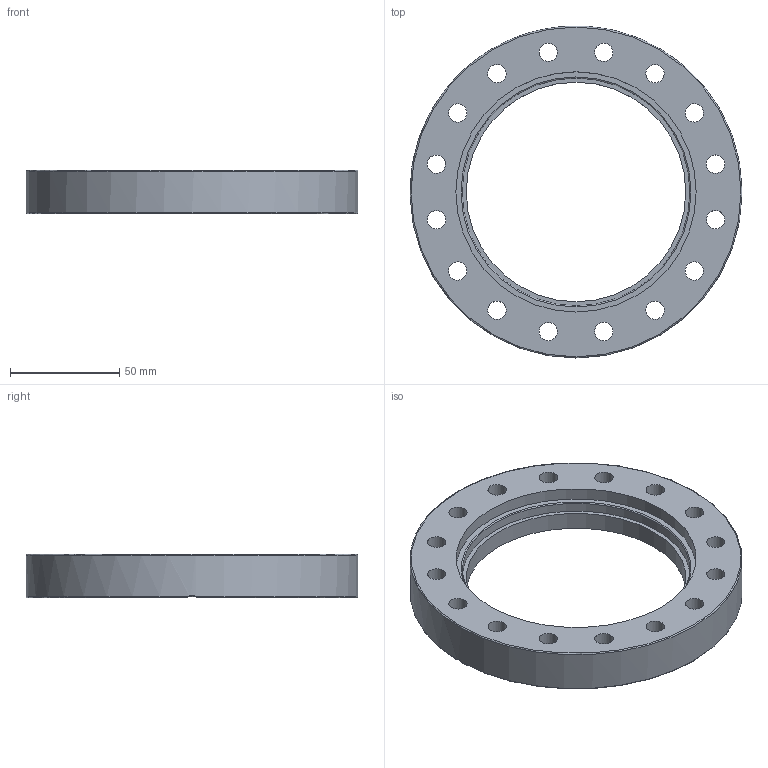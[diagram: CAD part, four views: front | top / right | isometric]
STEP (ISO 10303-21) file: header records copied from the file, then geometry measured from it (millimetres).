
FILE_DESCRIPTION((''),'2;1');
FILE_NAME('F100RB104-316.stp','2009-03-13T09:00:52',('hasers'),(''),'Autodesk Inventor 2008','Autodesk Inventor 2008','');
FILE_SCHEMA(('AUTOMOTIVE_DESIGN { 1 0 10303 214 1 1 1 1 }'));
Length unit declared in the file: millimetre
Products named in the file (3): F100RB104-316; CF-R [Subject [Summary]=-316L][Title [Summary]=F100RO]; CF-R [Subject [Summary]=-316L][Title [Summary]=F100RIB104]
Assembly tree (2 placements, depth 2):
  F100RB104-316
    CF-R [Subject [Summary]=-316L][Title [Summary]=F100RO]
    CF-R [Subject [Summary]=-316L][Title [Summary]=F100RIB104]
Bounding box: 152 x 152 x 20 mm (x, y, z)
Volume: 169731.1 mm3; surface area: 56754.6 mm2
Topology: 2 solids, 2 shells, 43 faces, 123 edges, 85 vertices
Faces by surface type: bspline 23, torus 7, cylinder 5, plane 5, cone 3
Full cylindrical faces by diameter (mm): 120.4 x1, 121.2 x1, 152 x1
Entity records: 1629 total; most frequent: CARTESIAN_POINT 665, DIRECTION 170, ORIENTED_EDGE 140, EDGE_LOOP 112, AXIS2_PLACEMENT_3D 83, EDGE_CURVE 70, FACE_BOUND 69, VERTEX_POINT 64
